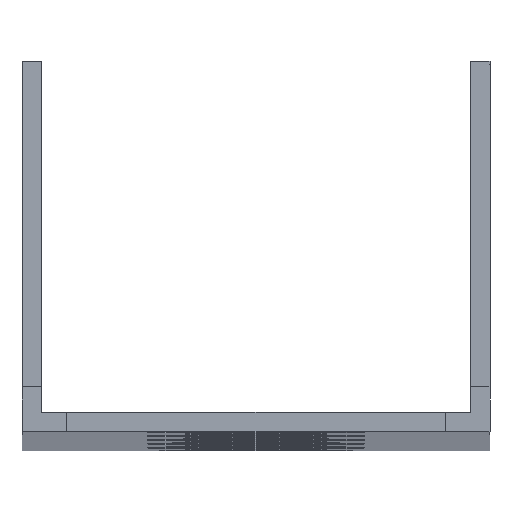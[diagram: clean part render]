
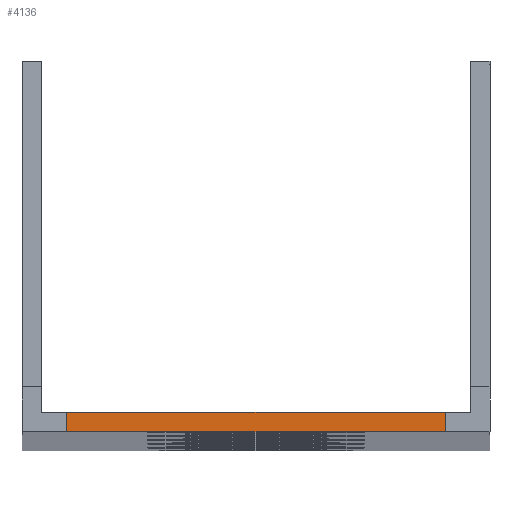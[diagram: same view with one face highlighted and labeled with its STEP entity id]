
A CAD part, top view. The second image highlights one B-rep face of the part: STEP entity #4136.
In plain terms, the highlighted planar face has unit normal (0, 0, 1).
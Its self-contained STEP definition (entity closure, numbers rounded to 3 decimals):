
#543=FACE_OUTER_BOUND('',#851,.T.);
#851=EDGE_LOOP('',(#3056,#3057,#3058,#3059));
#1099=LINE('',#5970,#1437);
#1176=LINE('',#6356,#1514);
#1240=LINE('',#6599,#1578);
#1242=LINE('',#6602,#1580);
#1437=VECTOR('',#4777,10.);
#1514=VECTOR('',#5094,10.);
#1578=VECTOR('',#5276,10.);
#1580=VECTOR('',#5280,10.);
#1775=VERTEX_POINT('',#5967);
#1776=VERTEX_POINT('',#5969);
#1964=VERTEX_POINT('',#6353);
#1965=VERTEX_POINT('',#6355);
#2155=EDGE_CURVE('',#1775,#1776,#1099,.T.);
#2348=EDGE_CURVE('',#1965,#1964,#1176,.T.);
#2470=EDGE_CURVE('',#1775,#1965,#1240,.T.);
#2472=EDGE_CURVE('',#1964,#1776,#1242,.T.);
#3056=ORIENTED_EDGE('',*,*,#2472,.T.);
#3057=ORIENTED_EDGE('',*,*,#2155,.F.);
#3058=ORIENTED_EDGE('',*,*,#2470,.T.);
#3059=ORIENTED_EDGE('',*,*,#2348,.T.);
#3867=PLANE('',#4525);
#4136=ADVANCED_FACE('',(#543),#3867,.F.);
#4525=AXIS2_PLACEMENT_3D('',#6606,#5283,#5284);
#4777=DIRECTION('',(-1.,0.,0.));
#5094=DIRECTION('',(-1.,0.,0.));
#5276=DIRECTION('',(0.,1.,0.));
#5280=DIRECTION('',(0.,-1.,0.));
#5283=DIRECTION('center_axis',(0.,0.,
-1.));
#5284=DIRECTION('ref_axis',(-1.,0.,0.));
#5967=CARTESIAN_POINT('',(-29.679,0.,0.));
#5969=CARTESIAN_POINT('',(-59.321,0.,0.));
#5970=CARTESIAN_POINT('',(0.,0.,0.));
#6353=CARTESIAN_POINT('',(-59.321,1.5,0.));
#6355=CARTESIAN_POINT('',(-29.679,1.5,0.));
#6356=CARTESIAN_POINT('',(0.,1.5,0.));
#6599=CARTESIAN_POINT('',(-29.679,0.75,0.));
#6602=CARTESIAN_POINT('',(-59.321,0.75,0.));
#6606=CARTESIAN_POINT('Origin',(-23.429,3.5,0.));
